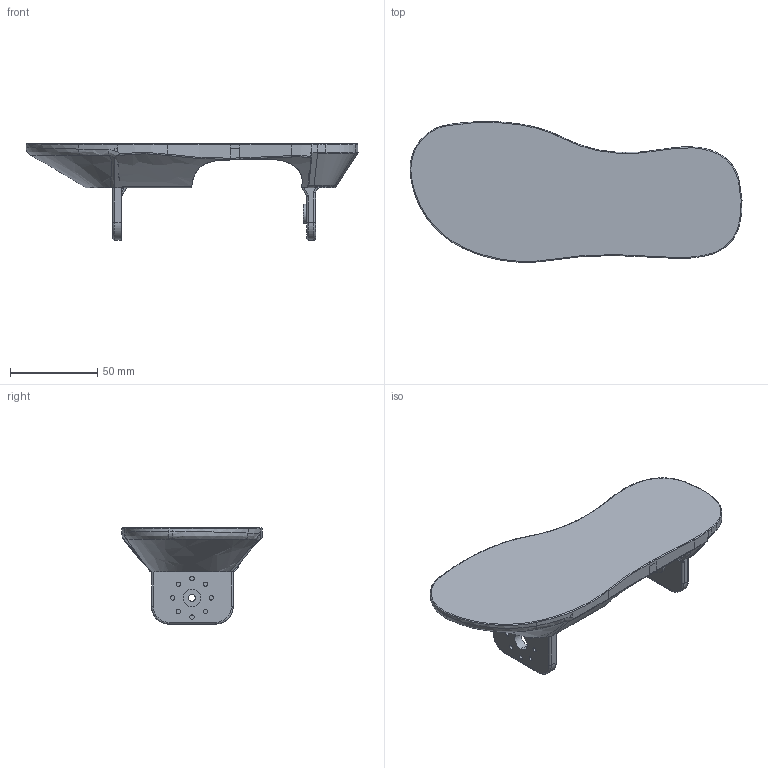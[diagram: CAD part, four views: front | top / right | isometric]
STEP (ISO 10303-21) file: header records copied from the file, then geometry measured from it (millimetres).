
FILE_DESCRIPTION (( 'STEP AP203' ), '1' );
FILE_NAME ('ancle_twist_right_Default_sldprt.STEP', '2019-03-01T10:00:06', ( '' ), ( '' ), 'SwSTEP 2.0', 'SolidWorks 2018', '' );
FILE_SCHEMA (( 'CONFIG_CONTROL_DESIGN' ));
Length unit declared in the file: millimetre
Products named in the file (1): ancle_twist_right_Default_sldprt
Bounding box: 189.93 x 80.49 x 55 mm (x, y, z)
Volume: 108254.7 mm3; surface area: 51991.5 mm2
Topology: 1 solids, 1 shells, 369 faces, 946 edges, 575 vertices
Faces by surface type: bspline 168, cylinder 103, plane 80, torus 16, sphere 2
Entity records: 18604 total; most frequent: CARTESIAN_POINT 10880, ORIENTED_EDGE 1878, DIRECTION 1185, EDGE_CURVE 939, VERTEX_POINT 575, AXIS2_PLACEMENT_3D 433, EDGE_LOOP 394, FACE_OUTER_BOUND 369
